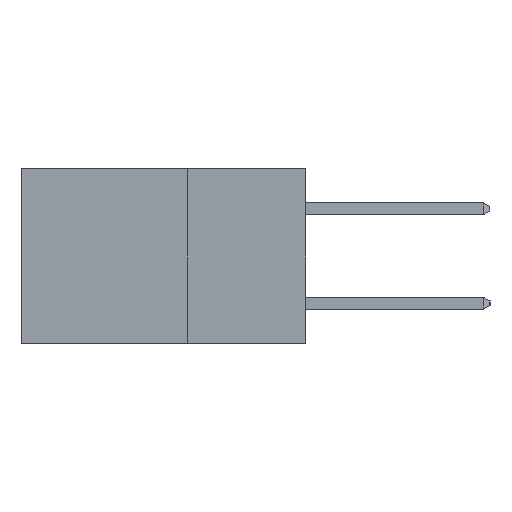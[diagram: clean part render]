
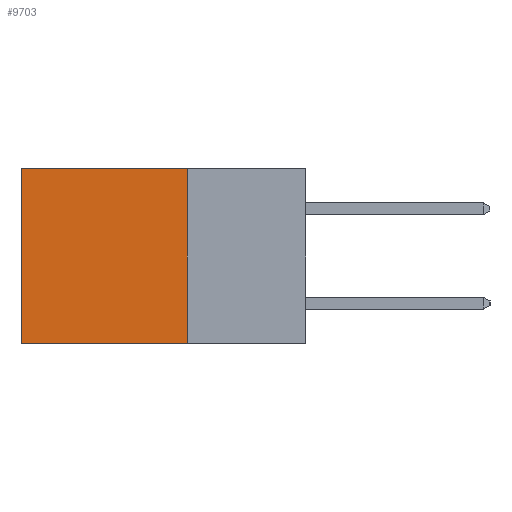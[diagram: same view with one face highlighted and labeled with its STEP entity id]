
A CAD part, left-side view. The second image highlights one B-rep face of the part: STEP entity #9703.
In plain terms, the highlighted planar face has unit normal (-1, 0, 0).
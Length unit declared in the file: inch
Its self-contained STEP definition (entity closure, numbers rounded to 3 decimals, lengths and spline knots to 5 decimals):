
#416 = CARTESIAN_POINT ( 'NONE',  ( 0.2615, 0.25, -0.37 ) ) ;
#819 = VECTOR ( 'NONE', #3895, 39.37008 ) ;
#992 = LINE ( 'NONE', #1309, #10848 ) ;
#1161 = ORIENTED_EDGE ( 'NONE', *, *, #5658, .F. ) ;
#1309 = CARTESIAN_POINT ( 'NONE',  ( 0.2615, 0.6, -0.37 ) ) ;
#1337 = EDGE_CURVE ( 'NONE', #1418, #3517, #992, .T. ) ;
#1418 = VERTEX_POINT ( 'NONE', #6244 ) ;
#1951 = PLANE ( 'NONE',  #5260 ) ;
#1985 = EDGE_CURVE ( 'NONE', #6626, #10199, #7239, .T. ) ;
#2350 = EDGE_CURVE ( 'NONE', #6626, #1418, #5848, .T. ) ;
#3517 = VERTEX_POINT ( 'NONE', #10783 ) ;
#3750 = LINE ( 'NONE', #416, #10895 ) ;
#3895 = DIRECTION ( 'NONE',  ( 0., 1., 0. ) ) ;
#3911 = CARTESIAN_POINT ( 'NONE',  ( 0.2615, 0.25, 0. ) ) ;
#4017 = DIRECTION ( 'NONE',  ( 0., 0., -1. ) ) ;
#4097 = EDGE_LOOP ( 'NONE', ( #5118, #1161, #6958, #7718 ) ) ;
#5118 = ORIENTED_EDGE ( 'NONE', *, *, #1337, .T. ) ;
#5260 = AXIS2_PLACEMENT_3D ( 'NONE', #8809, #9673, #4017 ) ;
#5658 = EDGE_CURVE ( 'NONE', #10199, #3517, #3750, .T. ) ;
#5848 = LINE ( 'NONE', #3911, #819 ) ;
#5940 = DIRECTION ( 'NONE',  ( 0., 0., -1. ) ) ;
#6244 = CARTESIAN_POINT ( 'NONE',  ( 0.2615, 0.6, 0. ) ) ;
#6421 = DIRECTION ( 'NONE',  ( 0., 1., 0. ) ) ;
#6626 = VERTEX_POINT ( 'NONE', #12138 ) ;
#6911 = VECTOR ( 'NONE', #10095, 39.37008 ) ;
#6958 = ORIENTED_EDGE ( 'NONE', *, *, #1985, .F. ) ;
#7239 = LINE ( 'NONE', #9476, #6911 ) ;
#7718 = ORIENTED_EDGE ( 'NONE', *, *, #2350, .T. ) ;
#8809 = CARTESIAN_POINT ( 'NONE',  ( 0.2615, 0.25, -0.37 ) ) ;
#9324 = FACE_OUTER_BOUND ( 'NONE', #4097, .T. ) ;
#9476 = CARTESIAN_POINT ( 'NONE',  ( 0.2615, 0.25, -0.37 ) ) ;
#9673 = DIRECTION ( 'NONE',  ( 1., 0., 0. ) ) ;
#9703 = ADVANCED_FACE ( 'NONE', ( #9324 ), #1951, .F. ) ;
#10095 = DIRECTION ( 'NONE',  ( 0., 0., -1. ) ) ;
#10199 = VERTEX_POINT ( 'NONE', #12062 ) ;
#10783 = CARTESIAN_POINT ( 'NONE',  ( 0.2615, 0.6, -0.37 ) ) ;
#10848 = VECTOR ( 'NONE', #5940, 39.37008 ) ;
#10895 = VECTOR ( 'NONE', #6421, 39.37008 ) ;
#12062 = CARTESIAN_POINT ( 'NONE',  ( 0.2615, 0.25, -0.37 ) ) ;
#12138 = CARTESIAN_POINT ( 'NONE',  ( 0.2615, 0.25, 0. ) ) ;
